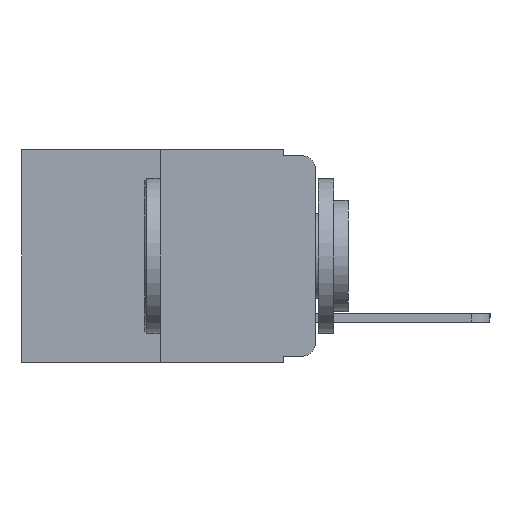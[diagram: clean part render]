
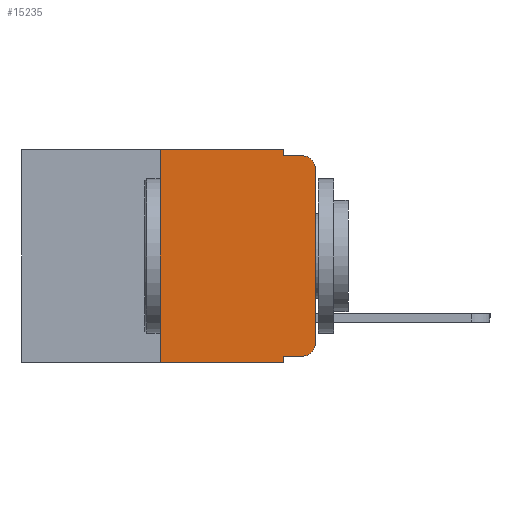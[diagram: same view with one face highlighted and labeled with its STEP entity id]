
A CAD part, left-side view. The second image highlights one B-rep face of the part: STEP entity #15235.
In plain terms, the highlighted planar face has unit normal (-1, 0, 0).
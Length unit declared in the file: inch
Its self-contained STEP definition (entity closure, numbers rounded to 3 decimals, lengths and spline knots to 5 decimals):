
#148 = LINE ( 'NONE', #5798, #11139 ) ;
#485 = ORIENTED_EDGE ( 'NONE', *, *, #14891, .F. ) ;
#641 = ORIENTED_EDGE ( 'NONE', *, *, #6090, .T. ) ;
#759 = ORIENTED_EDGE ( 'NONE', *, *, #1205, .F. ) ;
#841 = CARTESIAN_POINT ( 'NONE',  ( 0., 0.02, -0.333 ) ) ;
#1205 = EDGE_CURVE ( 'NONE', #9855, #12120, #16905, .T. ) ;
#1618 = VERTEX_POINT ( 'NONE', #5842 ) ;
#1627 = ORIENTED_EDGE ( 'NONE', *, *, #13757, .T. ) ;
#1783 = ORIENTED_EDGE ( 'NONE', *, *, #15458, .T. ) ;
#1911 = VECTOR ( 'NONE', #7741, 39.37008 ) ;
#2379 = VECTOR ( 'NONE', #17797, 39.37008 ) ;
#2698 = CARTESIAN_POINT ( 'NONE',  ( 0., 0., -0.313 ) ) ;
#2859 = ORIENTED_EDGE ( 'NONE', *, *, #6962, .T. ) ;
#3354 = VECTOR ( 'NONE', #17382, 39.37008 ) ;
#3834 = VERTEX_POINT ( 'NONE', #12792 ) ;
#3868 = VERTEX_POINT ( 'NONE', #4022 ) ;
#3956 = EDGE_CURVE ( 'NONE', #3868, #17369, #148, .T. ) ;
#4022 = CARTESIAN_POINT ( 'NONE',  ( 0., 0.051, 0. ) ) ;
#4049 = DIRECTION ( 'NONE',  ( 0., -1., 0. ) ) ;
#4320 = VECTOR ( 'NONE', #15931, 39.37008 ) ;
#5196 = ORIENTED_EDGE ( 'NONE', *, *, #16063, .F. ) ;
#5400 = EDGE_CURVE ( 'NONE', #1618, #3834, #7783, .T. ) ;
#5411 = DIRECTION ( 'NONE',  ( -1., 0., 0. ) ) ;
#5798 = CARTESIAN_POINT ( 'NONE',  ( 0., 0.051, 0. ) ) ;
#5842 = CARTESIAN_POINT ( 'NONE',  ( 0., 0., -0.03 ) ) ;
#5955 = VECTOR ( 'NONE', #7105, 39.37008 ) ;
#5987 = CARTESIAN_POINT ( 'NONE',  ( 0., 0.473, 0. ) ) ;
#6090 = EDGE_CURVE ( 'NONE', #8885, #12120, #13014, .T. ) ;
#6343 = EDGE_LOOP ( 'NONE', ( #1783, #10171, #17362, #17641, #5196, #485, #641, #759, #1627, #2859 ) ) ;
#6912 = LINE ( 'NONE', #8277, #2379 ) ;
#6962 = EDGE_CURVE ( 'NONE', #11583, #12351, #8674, .T. ) ;
#6967 = AXIS2_PLACEMENT_3D ( 'NONE', #7612, #17196, #9063 ) ;
#7105 = DIRECTION ( 'NONE',  ( 0., -1., 0. ) ) ;
#7339 = LINE ( 'NONE', #7831, #3354 ) ;
#7445 = DIRECTION ( 'NONE',  ( 0., 0., -1. ) ) ;
#7612 = CARTESIAN_POINT ( 'NONE',  ( 0., 0.02, -0.313 ) ) ;
#7741 = DIRECTION ( 'NONE',  ( 0., -1., 0. ) ) ;
#7779 = LINE ( 'NONE', #13283, #4320 ) ;
#7783 = CIRCLE ( 'NONE', #9110, 0.02 ) ;
#7831 = CARTESIAN_POINT ( 'NONE',  ( 0., 0., 0. ) ) ;
#7835 = VECTOR ( 'NONE', #4049, 39.37008 ) ;
#8277 = CARTESIAN_POINT ( 'NONE',  ( 0., 0.25, 0. ) ) ;
#8674 = CIRCLE ( 'NONE', #6967, 0.02 ) ;
#8885 = VERTEX_POINT ( 'NONE', #15865 ) ;
#9063 = DIRECTION ( 'NONE',  ( 0., 0., -1. ) ) ;
#9110 = AXIS2_PLACEMENT_3D ( 'NONE', #13818, #5411, #15184 ) ;
#9687 = VECTOR ( 'NONE', #16433, 39.37008 ) ;
#9855 = VERTEX_POINT ( 'NONE', #17963 ) ;
#9856 = LINE ( 'NONE', #17314, #1911 ) ;
#10171 = ORIENTED_EDGE ( 'NONE', *, *, #5400, .T. ) ;
#11139 = VECTOR ( 'NONE', #14180, 39.37008 ) ;
#11571 = LINE ( 'NONE', #16621, #7835 ) ;
#11583 = VERTEX_POINT ( 'NONE', #841 ) ;
#12120 = VERTEX_POINT ( 'NONE', #15061 ) ;
#12179 = CARTESIAN_POINT ( 'NONE',  ( 0., 0.051, 0. ) ) ;
#12351 = VERTEX_POINT ( 'NONE', #2698 ) ;
#12792 = CARTESIAN_POINT ( 'NONE',  ( 0., 0.02, -0.01 ) ) ;
#13013 = PLANE ( 'NONE',  #15402 ) ;
#13014 = LINE ( 'NONE', #15405, #5955 ) ;
#13283 = CARTESIAN_POINT ( 'NONE',  ( 0., 0.473, 0. ) ) ;
#13757 = EDGE_CURVE ( 'NONE', #9855, #11583, #9856, .T. ) ;
#13818 = CARTESIAN_POINT ( 'NONE',  ( 0., 0.02, -0.03 ) ) ;
#14172 = EDGE_CURVE ( 'NONE', #17369, #3834, #11571, .T. ) ;
#14180 = DIRECTION ( 'NONE',  ( 0., 0., -1. ) ) ;
#14891 = EDGE_CURVE ( 'NONE', #8885, #16387, #6912, .T. ) ;
#15061 = CARTESIAN_POINT ( 'NONE',  ( 0., 0.051, -0.343 ) ) ;
#15184 = DIRECTION ( 'NONE',  ( 0., 0., -1. ) ) ;
#15235 = ADVANCED_FACE ( 'NONE', ( #17619 ), #13013, .F. ) ;
#15402 = AXIS2_PLACEMENT_3D ( 'NONE', #5987, #15717, #7445 ) ;
#15405 = CARTESIAN_POINT ( 'NONE',  ( 0., 0.473, -0.343 ) ) ;
#15458 = EDGE_CURVE ( 'NONE', #12351, #1618, #7339, .T. ) ;
#15717 = DIRECTION ( 'NONE',  ( 1., 0., 0. ) ) ;
#15865 = CARTESIAN_POINT ( 'NONE',  ( 0., 0.25, -0.343 ) ) ;
#15931 = DIRECTION ( 'NONE',  ( 0., -1., 0. ) ) ;
#16063 = EDGE_CURVE ( 'NONE', #16387, #3868, #7779, .T. ) ;
#16387 = VERTEX_POINT ( 'NONE', #17817 ) ;
#16433 = DIRECTION ( 'NONE',  ( 0., 0., -1. ) ) ;
#16621 = CARTESIAN_POINT ( 'NONE',  ( 0., 0.051, -0.01 ) ) ;
#16905 = LINE ( 'NONE', #12179, #9687 ) ;
#17196 = DIRECTION ( 'NONE',  ( -1., 0., 0. ) ) ;
#17249 = CARTESIAN_POINT ( 'NONE',  ( 0., 0.051, -0.01 ) ) ;
#17314 = CARTESIAN_POINT ( 'NONE',  ( 0., 0.051, -0.333 ) ) ;
#17362 = ORIENTED_EDGE ( 'NONE', *, *, #14172, .F. ) ;
#17369 = VERTEX_POINT ( 'NONE', #17249 ) ;
#17382 = DIRECTION ( 'NONE',  ( 0., 0., 1. ) ) ;
#17619 = FACE_OUTER_BOUND ( 'NONE', #6343, .T. ) ;
#17641 = ORIENTED_EDGE ( 'NONE', *, *, #3956, .F. ) ;
#17797 = DIRECTION ( 'NONE',  ( 0., 0., 1. ) ) ;
#17817 = CARTESIAN_POINT ( 'NONE',  ( 0., 0.25, 0. ) ) ;
#17963 = CARTESIAN_POINT ( 'NONE',  ( 0., 0.051, -0.333 ) ) ;
